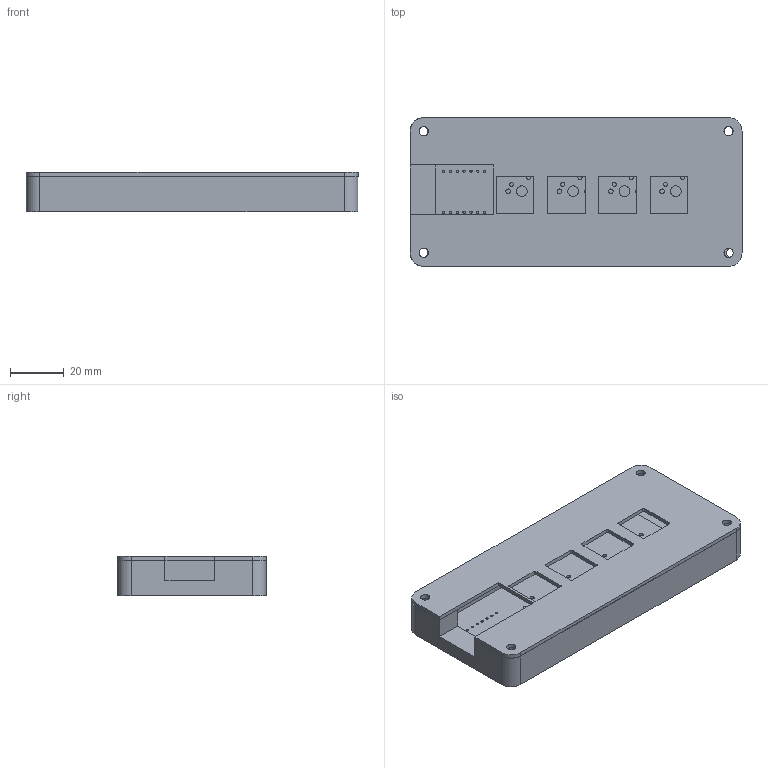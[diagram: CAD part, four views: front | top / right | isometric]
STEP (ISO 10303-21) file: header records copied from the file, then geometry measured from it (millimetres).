
FILE_DESCRIPTION(/* description */ (''),/* implementation_level */ '2;1');
FILE_NAME(/* name */ 'Truly, he FINALLL.step',/* time_stamp */ '2025-12-07T15:49:19-08:00',/* author */ (''),/* organization */ (''),/* preprocessor_version */ 'ST-DEVELOPER v20.1',/* originating_system */ 'Autodesk Translation Framework v14.10.0.0',/* authorisation */ '');
FILE_SCHEMA (('AUTOMOTIVE_DESIGN { 1 0 10303 214 3 1 1 }'));
Length unit declared in the file: millimetre
Products named in the file (4): final bottom; final top; 67 1; 67_PCB
Assembly tree (3 placements, depth 3):
  final bottom
    final top
    67 1
      67_PCB
Bounding box: 123.31 x 55.22 x 14.5 mm (x, y, z)
Volume: 61614.7 mm3; surface area: 40695.1 mm2
Topology: 3 solids, 3 shells, 450 faces, 1266 edges, 844 vertices
Faces by surface type: bspline 242, plane 138, cylinder 70
Full cylindrical faces by diameter (mm): 0.889 x14, 1.5 x8, 1.7 x8, 3.4 x8, 4 x4, 6 x4
Entity records: 17074 total; most frequent: CARTESIAN_POINT 6681, ORIENTED_EDGE 2532, DIRECTION 1352, EDGE_CURVE 1266, VERTEX_POINT 844, LINE 642, VECTOR 642, EDGE_LOOP 564
